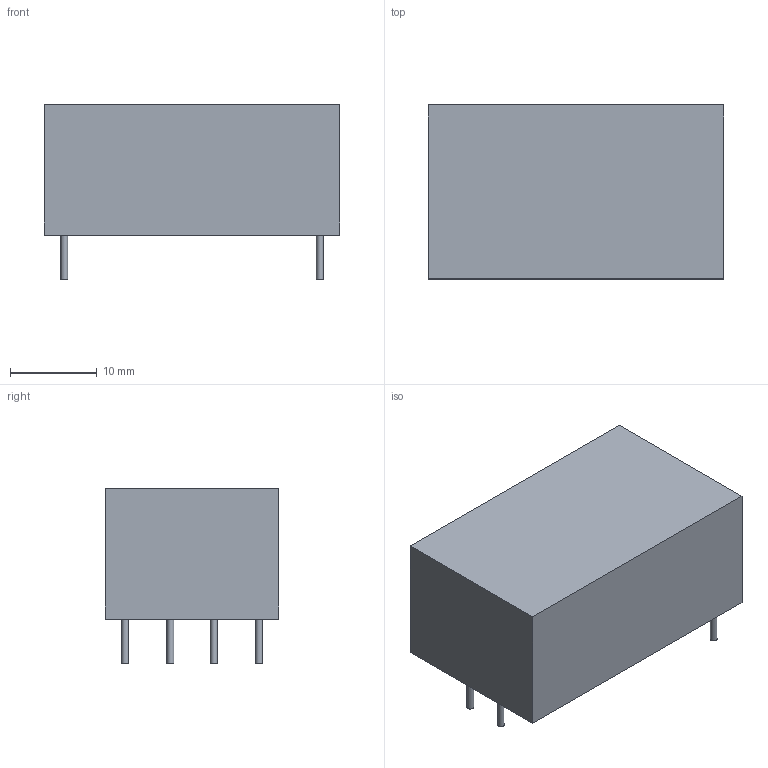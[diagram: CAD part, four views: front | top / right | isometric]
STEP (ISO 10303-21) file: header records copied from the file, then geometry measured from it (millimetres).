
FILE_DESCRIPTION(('FreeCAD Model'),'2;1');
FILE_NAME('16727530.1.3.stp','2022-09-08T07:25:46',( 'Author'),(''),'Open CASCADE STEP processor 6.9','FreeCAD','Unknown' );
FILE_SCHEMA(('AUTOMOTIVE_DESIGN { 1 0 10303 214 1 1 1 1 }'));
Length unit declared in the file: millimetre
Products named in the file (3): ASSEMBLY; Body; Leads
Assembly tree (2 placements, depth 2):
  ASSEMBLY
    Body
    Leads
Bounding box: 34 x 20 x 20.1 mm (x, y, z)
Volume: 10210.3 mm3; surface area: 3035.3 mm2
Topology: 5 solids, 5 shells, 18 faces, 24 edges, 16 vertices
Faces by surface type: plane 14, cylinder 4
Full cylindrical faces by diameter (mm): 0.8 x4
Entity records: 775 total; most frequent: DIRECTION 122, CARTESIAN_POINT 109, LINE 56, VECTOR 56, ORIENTED_EDGE 48, PCURVE 48, DEFINITIONAL_REPRESENTATION 48, AXIS2_PLACEMENT_3D 29
